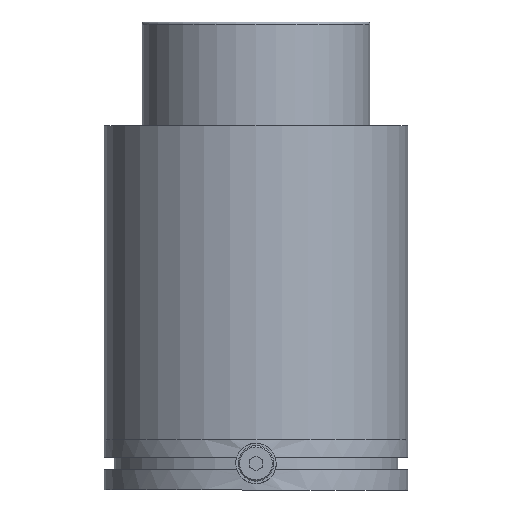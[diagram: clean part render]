
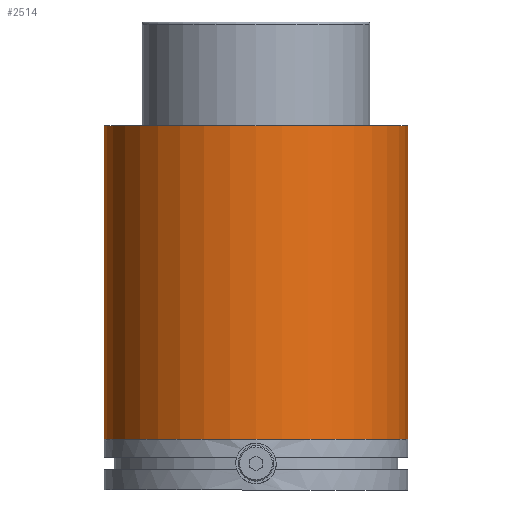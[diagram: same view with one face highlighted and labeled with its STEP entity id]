
A CAD part, front view. The second image highlights one B-rep face of the part: STEP entity #2514.
In plain terms, the highlighted cylindrical face has radius 60 mm (diameter 120 mm), a partial arc.
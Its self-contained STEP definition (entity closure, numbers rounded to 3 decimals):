
#20 = DIRECTION ( 'NONE',  ( -1., 0., 0. ) ) ;
#149 = VECTOR ( 'NONE', #2027, 1000. ) ;
#177 = DIRECTION ( 'NONE',  ( -1., 0., 0. ) ) ;
#239 = ORIENTED_EDGE ( 'NONE', *, *, #1667, .T. ) ;
#245 = DIRECTION ( 'NONE',  ( 0., 0., -1. ) ) ;
#273 = CARTESIAN_POINT ( 'NONE',  ( 0., 0., 0. ) ) ;
#324 = CARTESIAN_POINT ( 'NONE',  ( 60., 0., 20. ) ) ;
#353 = VERTEX_POINT ( 'NONE', #2392 ) ;
#370 = VERTEX_POINT ( 'NONE', #899 ) ;
#450 = CARTESIAN_POINT ( 'NONE',  ( 0., 0., 144. ) ) ;
#518 = ORIENTED_EDGE ( 'NONE', *, *, #898, .F. ) ;
#867 = DIRECTION ( 'NONE',  ( 0., 0., -1. ) ) ;
#898 = EDGE_CURVE ( 'NONE', #353, #1184, #2497, .T. ) ;
#899 = CARTESIAN_POINT ( 'NONE',  ( -60., 0., 20. ) ) ;
#973 = ORIENTED_EDGE ( 'NONE', *, *, #2698, .T. ) ;
#1018 = AXIS2_PLACEMENT_3D ( 'NONE', #2505, #1778, #20 ) ;
#1136 = EDGE_CURVE ( 'NONE', #2102, #370, #2577, .T. ) ;
#1153 = EDGE_LOOP ( 'NONE', ( #518, #239, #2588, #973 ) ) ;
#1169 = AXIS2_PLACEMENT_3D ( 'NONE', #450, #867, #177 ) ;
#1184 = VERTEX_POINT ( 'NONE', #324 ) ;
#1235 = CIRCLE ( 'NONE', #1018, 60. ) ;
#1414 = CIRCLE ( 'NONE', #1169, 60. ) ;
#1553 = AXIS2_PLACEMENT_3D ( 'NONE', #273, #245, #1870 ) ;
#1648 = DIRECTION ( 'NONE',  ( 0., 0., -1. ) ) ;
#1667 = EDGE_CURVE ( 'NONE', #353, #2102, #1414, .T. ) ;
#1778 = DIRECTION ( 'NONE',  ( 0., 0., 1. ) ) ;
#1870 = DIRECTION ( 'NONE',  ( -1., 0., 0. ) ) ;
#2027 = DIRECTION ( 'NONE',  ( 0., 0., -1. ) ) ;
#2102 = VERTEX_POINT ( 'NONE', #2854 ) ;
#2318 = CYLINDRICAL_SURFACE ( 'NONE', #1553, 60. ) ;
#2362 = CARTESIAN_POINT ( 'NONE',  ( -60., 0., 0. ) ) ;
#2392 = CARTESIAN_POINT ( 'NONE',  ( 60., 0., 144. ) ) ;
#2497 = LINE ( 'NONE', #2581, #149 ) ;
#2505 = CARTESIAN_POINT ( 'NONE',  ( 0., 0., 20. ) ) ;
#2512 = VECTOR ( 'NONE', #1648, 1000. ) ;
#2514 = ADVANCED_FACE ( 'NONE', ( #2519 ), #2318, .T. ) ;
#2519 = FACE_OUTER_BOUND ( 'NONE', #1153, .T. ) ;
#2577 = LINE ( 'NONE', #2362, #2512 ) ;
#2581 = CARTESIAN_POINT ( 'NONE',  ( 60., 0., 0. ) ) ;
#2588 = ORIENTED_EDGE ( 'NONE', *, *, #1136, .T. ) ;
#2698 = EDGE_CURVE ( 'NONE', #370, #1184, #1235, .T. ) ;
#2854 = CARTESIAN_POINT ( 'NONE',  ( -60., 0., 144. ) ) ;
